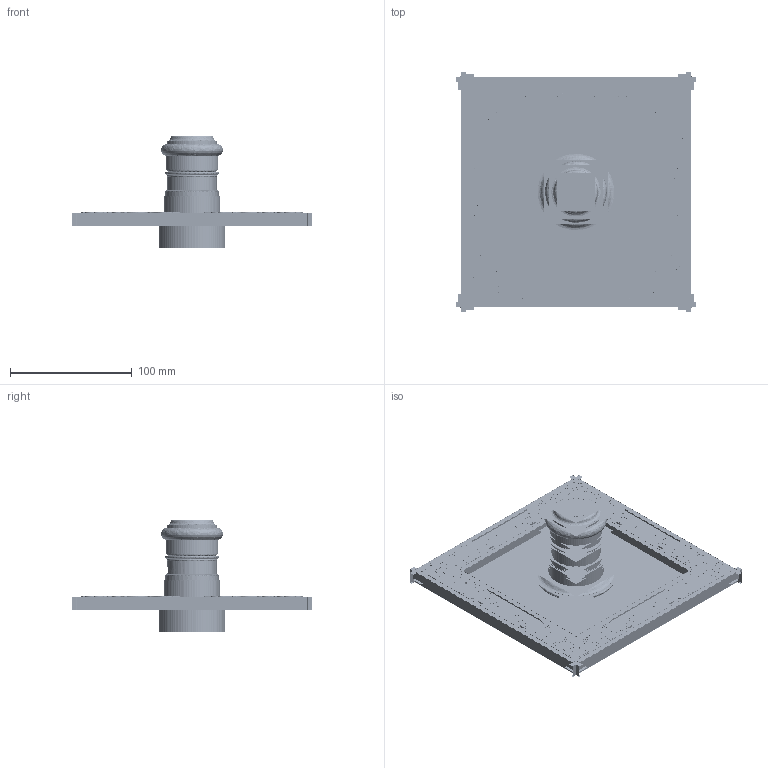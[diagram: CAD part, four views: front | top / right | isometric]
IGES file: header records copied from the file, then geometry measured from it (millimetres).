
Start section:  PTC IGES file: TMO04-XX-XXXX-XX.igs
Global section: file name: TMO04-XX-XXXX-XX.igs; native system: Creo Elements/Pro by Parametric Technology Corporation; preprocessor: 2015070; author: leo; organization: Unknown; date: 20200514.132209; units: inch
Bounding box: 196.32 x 196.32 x 92.72 mm (x, y, z)
Volume: 1086864.6 mm3; surface area: 2789950.7 mm2
Topology: 24 solids, 24 shells, 3572 faces, 24482 edges, 35395 vertices
Faces by surface type: extrusion 1654, bspline 1092, revolution 826
